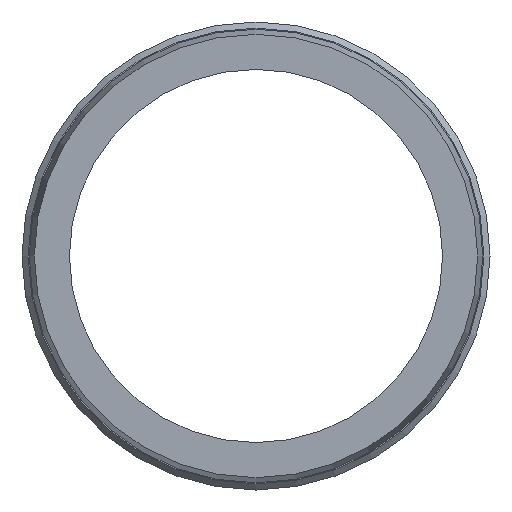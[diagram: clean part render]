
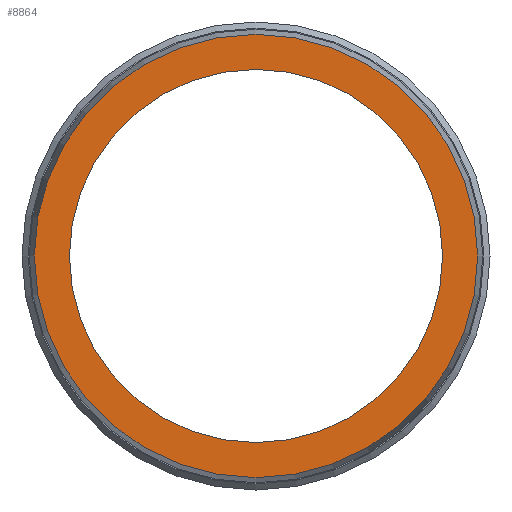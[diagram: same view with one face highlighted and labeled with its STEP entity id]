
A CAD part, front view. The second image highlights one B-rep face of the part: STEP entity #8864.
In plain terms, the highlighted planar face has unit normal (0, -1, 0).
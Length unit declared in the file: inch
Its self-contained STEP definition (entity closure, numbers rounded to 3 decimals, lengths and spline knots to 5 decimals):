
#162=CIRCLE('',#9350,0.905);
#163=CIRCLE('',#9351,0.905);
#164=CIRCLE('',#9353,1.07507);
#165=CIRCLE('',#9354,1.07507);
#218=FACE_BOUND('',#1572,.T.);
#1052=FACE_OUTER_BOUND('',#1571,.T.);
#1571=EDGE_LOOP('',(#8034,#8035));
#1572=EDGE_LOOP('',(#8036,#8037));
#4227=VERTEX_POINT('',#15484);
#4228=VERTEX_POINT('',#15486);
#4229=VERTEX_POINT('',#15490);
#4230=VERTEX_POINT('',#15491);
#5497=EDGE_CURVE('',#4228,#4227,#162,.T.);
#5498=EDGE_CURVE('',#4227,#4228,#163,.T.);
#5499=EDGE_CURVE('',#4229,#4230,#164,.T.);
#5500=EDGE_CURVE('',#4230,#4229,#165,.T.);
#8034=ORIENTED_EDGE('',*,*,#5499,.F.);
#8035=ORIENTED_EDGE('',*,*,#5500,.F.);
#8036=ORIENTED_EDGE('',*,*,#5497,.T.);
#8037=ORIENTED_EDGE('',*,*,#5498,.T.);
#8361=PLANE('',#9352);
#8864=ADVANCED_FACE('',(#1052,#218),#8361,.T.);
#9350=AXIS2_PLACEMENT_3D('',#15487,#11189,#11190);
#9351=AXIS2_PLACEMENT_3D('',#15488,#11191,#11192);
#9352=AXIS2_PLACEMENT_3D('',#15489,#11193,#11194);
#9353=AXIS2_PLACEMENT_3D('',#15492,#11195,#11196);
#9354=AXIS2_PLACEMENT_3D('',#15493,#11197,#11198);
#11189=DIRECTION('center_axis',(0.,1.,0.));
#11190=DIRECTION('ref_axis',(-1.,0.,0.));
#11191=DIRECTION('center_axis',(0.,1.,0.));
#11192=DIRECTION('ref_axis',(-1.,0.,0.));
#11193=DIRECTION('center_axis',(0.,-1.,0.));
#11194=DIRECTION('ref_axis',(0.,0.,-1.));
#11195=DIRECTION('center_axis',(0.,1.,0.));
#11196=DIRECTION('ref_axis',(-1.,0.,0.));
#11197=DIRECTION('center_axis',(0.,1.,0.));
#11198=DIRECTION('ref_axis',(-1.,0.,0.));
#15484=CARTESIAN_POINT('',(0.905,-7.95,0.));
#15486=CARTESIAN_POINT('',(-0.905,-7.95,0.));
#15487=CARTESIAN_POINT('Origin',(0.,-7.95,0.));
#15488=CARTESIAN_POINT('Origin',(0.,-7.95,0.));
#15489=CARTESIAN_POINT('Origin',(-0.99003,-7.95,0.));
#15490=CARTESIAN_POINT('',(-1.07507,-7.95,0.));
#15491=CARTESIAN_POINT('',(1.07507,-7.95,0.));
#15492=CARTESIAN_POINT('Origin',(0.,-7.95,0.));
#15493=CARTESIAN_POINT('Origin',(0.,-7.95,0.));
